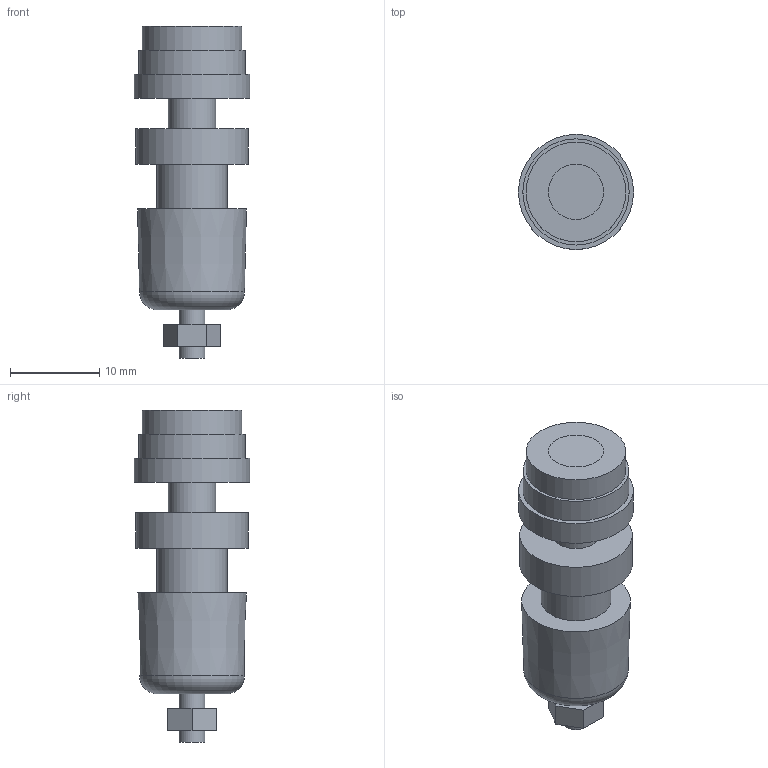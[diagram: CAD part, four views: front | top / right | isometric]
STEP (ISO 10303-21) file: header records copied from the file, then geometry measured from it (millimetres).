
FILE_DESCRIPTION(('FreeCAD Model'),'2;1');
FILE_NAME('Open CASCADE Shape Model','2024-06-23T01:20:43',( 'kicad StepUp'),('ksu MCAD'),'Open CASCADE STEP processor 7.6', 'FreeCAD','Unknown');
FILE_SCHEMA(('AUTOMOTIVE_DESIGN { 1 0 10303 214 1 1 1 1 }'));
Length unit declared in the file: millimetre
Products named in the file (1): Pad_
Bounding box: 12.9 x 12.9 x 37.2 mm (x, y, z)
Volume: 3052.8 mm3; surface area: 1742 mm2
Topology: 1 solids, 1 shells, 28 faces, 48 edges, 32 vertices
Faces by surface type: plane 18, cylinder 8, torus 1, cone 1
Full cylindrical faces by diameter (mm): 2.9 x2, 5.3 x1, 7.85 x1, 11.16 x1, 11.9 x1, 12.6 x1, 12.9 x1
Entity records: 808 total; most frequent: DIRECTION 127, CARTESIAN_POINT 109, ORIENTED_EDGE 96, AXIS2_PLACEMENT_3D 50, EDGE_CURVE 48, FACE_BOUND 38, EDGE_LOOP 38, VERTEX_POINT 32
